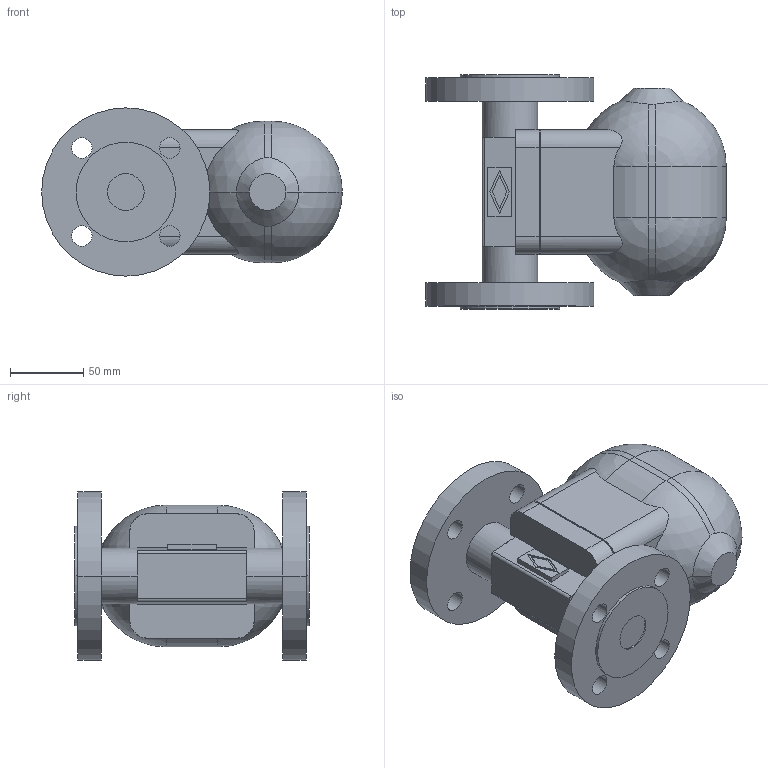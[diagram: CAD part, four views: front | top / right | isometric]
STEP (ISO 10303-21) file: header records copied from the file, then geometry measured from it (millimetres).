
FILE_DESCRIPTION(('OneSpaceDesigner STEP Export'),'2;1');
FILE_NAME('c000001372.stp','2005-01-27T11:27:28',(''),(''),'OneSpace Designer STEP processor (Jan. 2003) for AP203(Solid Model)','OneSpace Designer 12.01D 09-Jul-2004 (C) CoCreate Software GmbH','');
FILE_SCHEMA(('CONFIG_CONTROL_DESIGN'));
Length unit declared in the file: millimetre
Products named in the file (1): 1
Bounding box: 205.5 x 160 x 115 mm (x, y, z)
Volume: 1601468 mm3; surface area: 126553.1 mm2
Topology: 1 solids, 1 shells, 119 faces, 300 edges, 184 vertices
Faces by surface type: plane 56, cylinder 51, sphere 8, cone 4
Entity records: 3647 total; most frequent: CARTESIAN_POINT 873, ORIENTED_EDGE 584, DIRECTION 526, EDGE_CURVE 292, AXIS2_PLACEMENT_3D 189, VERTEX_POINT 184, VECTOR 148, LINE 148
